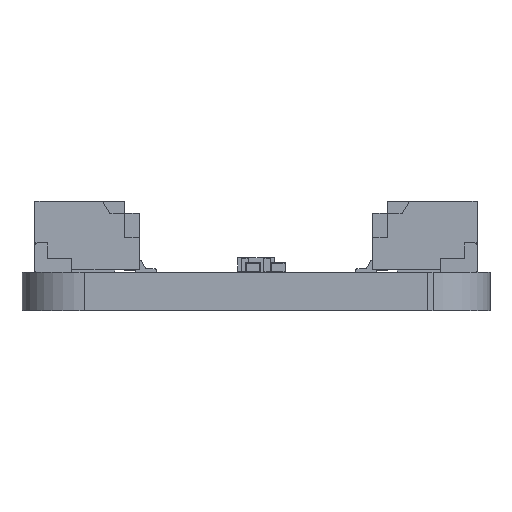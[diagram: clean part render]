
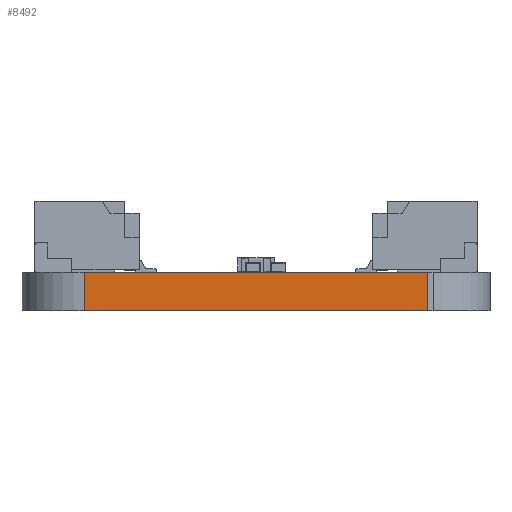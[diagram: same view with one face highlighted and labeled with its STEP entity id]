
A CAD part, front view. The second image highlights one B-rep face of the part: STEP entity #8492.
In plain terms, the highlighted planar face has unit normal (0, -1, 0).
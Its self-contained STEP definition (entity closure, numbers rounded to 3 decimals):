
#476=PLANE('',#9139);
#821=FACE_OUTER_BOUND('',#1287,.T.);
#1287=EDGE_LOOP('',(#6088,#6089,#6090,#6091));
#1837=LINE('',#12445,#2813);
#1838=LINE('',#12448,#2814);
#1839=LINE('',#12450,#2815);
#1840=LINE('',#12451,#2816);
#2813=VECTOR('',#10030,10.);
#2814=VECTOR('',#10033,10.);
#2815=VECTOR('',#10034,10.);
#2816=VECTOR('',#10035,10.);
#4030=VERTEX_POINT('',#12441);
#4031=VERTEX_POINT('',#12443);
#4032=VERTEX_POINT('',#12447);
#4033=VERTEX_POINT('',#12449);
#4841=EDGE_CURVE('',#4030,#4031,#1837,.T.);
#4842=EDGE_CURVE('',#4032,#4030,#1838,.T.);
#4843=EDGE_CURVE('',#4033,#4031,#1839,.T.);
#4844=EDGE_CURVE('',#4032,#4033,#1840,.T.);
#6088=ORIENTED_EDGE('',*,*,#4842,.T.);
#6089=ORIENTED_EDGE('',*,*,#4841,.T.);
#6090=ORIENTED_EDGE('',*,*,#4843,.F.);
#6091=ORIENTED_EDGE('',*,*,#4844,.F.);
#8492=ADVANCED_FACE('',(#821),#476,.T.);
#9139=AXIS2_PLACEMENT_3D('',#12446,#10031,#10032);
#10030=DIRECTION('',(0.,0.,1.));
#10031=DIRECTION('center_axis',(0.,-1.,0.));
#10032=DIRECTION('ref_axis',(1.,0.,0.));
#10033=DIRECTION('',(1.,0.,0.));
#10034=DIRECTION('',(1.,0.,0.));
#10035=DIRECTION('',(0.,0.,1.));
#12441=CARTESIAN_POINT('',(6.985,-1.27,0.));
#12443=CARTESIAN_POINT('',(6.985,-1.27,1.57));
#12445=CARTESIAN_POINT('',(6.985,-1.27,0.));
#12446=CARTESIAN_POINT('Origin',(-6.985,-1.27,0.));
#12447=CARTESIAN_POINT('',(-6.985,-1.27,0.));
#12448=CARTESIAN_POINT('',(-6.985,-1.27,0.));
#12449=CARTESIAN_POINT('',(-6.985,-1.27,1.57));
#12450=CARTESIAN_POINT('',(-6.985,-1.27,1.57));
#12451=CARTESIAN_POINT('',(-6.985,-1.27,0.));
